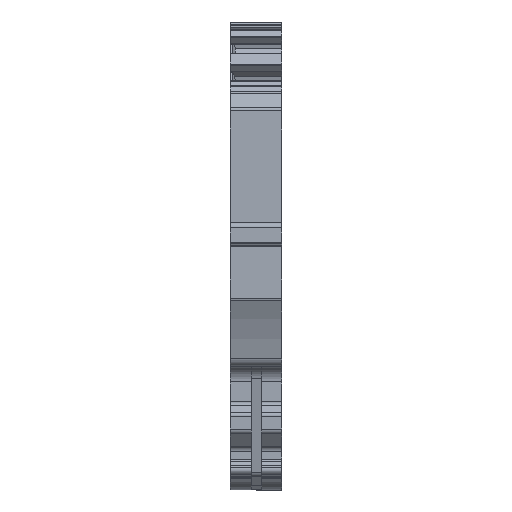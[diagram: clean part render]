
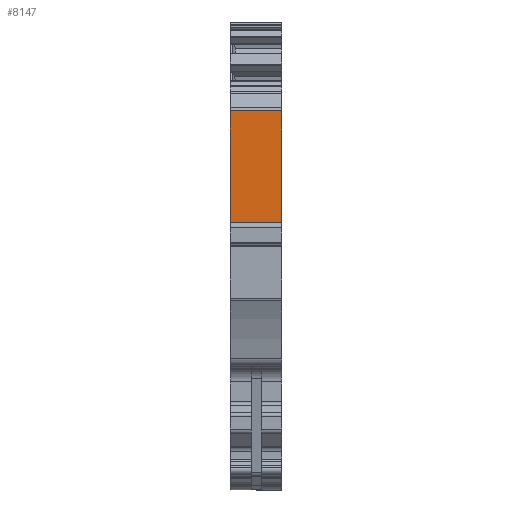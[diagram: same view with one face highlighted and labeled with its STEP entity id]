
A CAD part, front view. The second image highlights one B-rep face of the part: STEP entity #8147.
In plain terms, the highlighted planar face has unit normal (0, -1, 0).
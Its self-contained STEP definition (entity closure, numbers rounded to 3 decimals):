
#8117=AXIS2_PLACEMENT_3D('Plane Axis2P3D',#8114,#8115,#8116) ;
#1193=CARTESIAN_POINT('Vertex',(0.9,39.15,25.23)) ;
#1196=CARTESIAN_POINT('Line Origine',(0.75,39.15,25.49)) ;
#1200=CARTESIAN_POINT('Vertex',(0.6,39.15,25.75)) ;
#1329=CARTESIAN_POINT('Vertex',(0.9,39.15,23.817)) ;
#1332=CARTESIAN_POINT('Line Origine',(0.9,39.15,24.524)) ;
#7680=CARTESIAN_POINT('Line Origine',(0.3,39.15,25.75)) ;
#7684=CARTESIAN_POINT('Vertex',(0.,39.15,25.75)) ;
#8095=CARTESIAN_POINT('Line Origine',(2.856,39.15,23.817)) ;
#8099=CARTESIAN_POINT('Vertex',(5.,39.15,23.817)) ;
#8114=CARTESIAN_POINT('Axis2P3D Location',(-1.,39.15,25.75)) ;
#8119=CARTESIAN_POINT('Line Origine',(2.5,39.15,36.492)) ;
#8123=CARTESIAN_POINT('Vertex',(0.,39.15,36.492)) ;
#8125=CARTESIAN_POINT('Vertex',(5.,39.15,36.492)) ;
#8128=CARTESIAN_POINT('Line Origine',(0.,39.15,31.121)) ;
#8133=CARTESIAN_POINT('Line Origine',(5.,39.15,30.154)) ;
#1197=DIRECTION('Vector Direction',(0.5,0.,-0.866)) ;
#1333=DIRECTION('Vector Direction',(0.,0.,1.)) ;
#7681=DIRECTION('Vector Direction',(1.,0.,0.)) ;
#8096=DIRECTION('Vector Direction',(-1.,0.,0.)) ;
#8115=DIRECTION('Axis2P3D Direction',(0.,1.,0.)) ;
#8116=DIRECTION('Axis2P3D XDirection',(0.,0.,1.)) ;
#8120=DIRECTION('Vector Direction',(1.,0.,0.)) ;
#8129=DIRECTION('Vector Direction',(0.,0.,1.)) ;
#8134=DIRECTION('Vector Direction',(0.,0.,-1.)) ;
#1198=VECTOR('Line Direction',#1197,1.) ;
#1334=VECTOR('Line Direction',#1333,1.) ;
#7682=VECTOR('Line Direction',#7681,1.) ;
#8097=VECTOR('Line Direction',#8096,1.) ;
#8121=VECTOR('Line Direction',#8120,1.) ;
#8130=VECTOR('Line Direction',#8129,1.) ;
#8135=VECTOR('Line Direction',#8134,1.) ;
#8139=ORIENTED_EDGE('',*,*,#8127,.F.) ;
#8140=ORIENTED_EDGE('',*,*,#8132,.F.) ;
#8141=ORIENTED_EDGE('',*,*,#7686,.T.) ;
#8142=ORIENTED_EDGE('',*,*,#1202,.T.) ;
#8143=ORIENTED_EDGE('',*,*,#1336,.F.) ;
#8144=ORIENTED_EDGE('',*,*,#8101,.F.) ;
#8145=ORIENTED_EDGE('',*,*,#8137,.F.) ;
#8147=ADVANCED_FACE('Ergebnis von  K\X2\00F6\X0\rper.2 ( *SOL617 - wsp *MASTER -  )',(#8146),#8118,.F.) ;
#1202=EDGE_CURVE('',#1201,#1194,#1199,.T.) ;
#1336=EDGE_CURVE('',#1330,#1194,#1335,.T.) ;
#7686=EDGE_CURVE('',#7685,#1201,#7683,.T.) ;
#8101=EDGE_CURVE('',#8100,#1330,#8098,.T.) ;
#8127=EDGE_CURVE('',#8124,#8126,#8122,.T.) ;
#8132=EDGE_CURVE('',#7685,#8124,#8131,.T.) ;
#8137=EDGE_CURVE('',#8126,#8100,#8136,.T.) ;
#8138=EDGE_LOOP('',(#8139,#8140,#8141,#8142,#8143,#8144,#8145)) ;
#8146=FACE_OUTER_BOUND('',#8138,.T.) ;
#1199=LINE('Line',#1196,#1198) ;
#1335=LINE('Line',#1332,#1334) ;
#7683=LINE('Line',#7680,#7682) ;
#8098=LINE('Line',#8095,#8097) ;
#8122=LINE('Line',#8119,#8121) ;
#8131=LINE('Line',#8128,#8130) ;
#8136=LINE('Line',#8133,#8135) ;
#8118=PLANE('',#8117) ;
#1194=VERTEX_POINT('',#1193) ;
#1201=VERTEX_POINT('',#1200) ;
#1330=VERTEX_POINT('',#1329) ;
#7685=VERTEX_POINT('',#7684) ;
#8100=VERTEX_POINT('',#8099) ;
#8124=VERTEX_POINT('',#8123) ;
#8126=VERTEX_POINT('',#8125) ;
